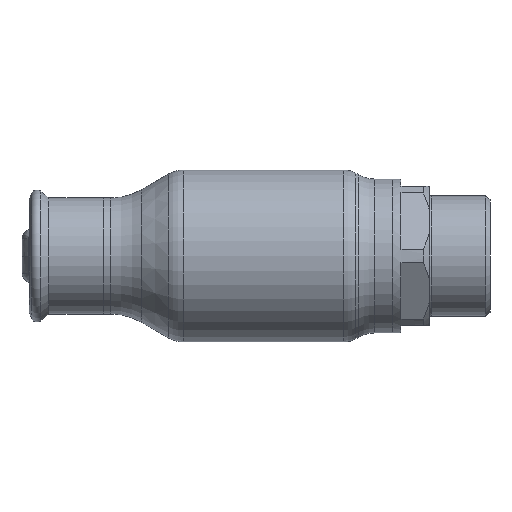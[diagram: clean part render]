
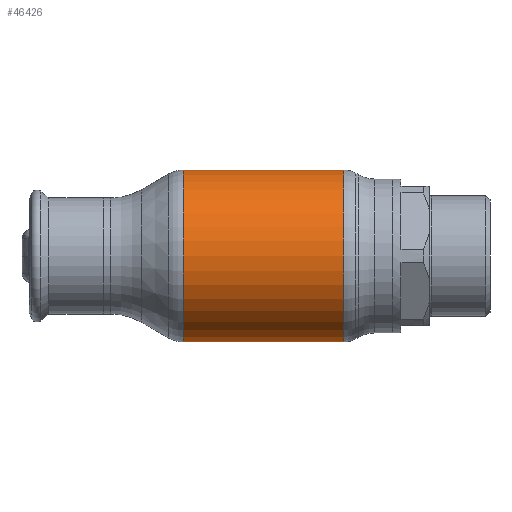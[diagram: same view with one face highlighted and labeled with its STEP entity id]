
A CAD part, front view. The second image highlights one B-rep face of the part: STEP entity #46426.
In plain terms, the highlighted cylindrical face has radius 42.5 mm (diameter 85 mm), a partial arc.
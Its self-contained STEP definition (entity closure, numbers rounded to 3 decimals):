
#1684 = DIRECTION ( 'NONE',  ( 0., 0., 1. ) ) ;
#3431 = VERTEX_POINT ( 'NONE', #46150 ) ;
#6007 = CARTESIAN_POINT ( 'NONE',  ( -39.749, 0., 42.5 ) ) ;
#6525 = EDGE_CURVE ( 'NONE', #3431, #18869, #8106, .T. ) ;
#8106 = LINE ( 'NONE', #52842, #13373 ) ;
#9006 = DIRECTION ( 'NONE',  ( -1., 0., 0. ) ) ;
#12862 = CARTESIAN_POINT ( 'NONE',  ( -62.69, 0., 0. ) ) ;
#12968 = CYLINDRICAL_SURFACE ( 'NONE', #46539, 42.5 ) ;
#13373 = VECTOR ( 'NONE', #9006, 1000. ) ;
#16325 = AXIS2_PLACEMENT_3D ( 'NONE', #45310, #21349, #1684 ) ;
#17589 = EDGE_CURVE ( 'NONE', #18869, #26175, #47168, .T. ) ;
#18869 = VERTEX_POINT ( 'NONE', #27414 ) ;
#19970 = LINE ( 'NONE', #61257, #21472 ) ;
#21349 = DIRECTION ( 'NONE',  ( -1., 0., 0. ) ) ;
#21472 = VECTOR ( 'NONE', #56592, 1000. ) ;
#24741 = DIRECTION ( 'NONE',  ( -1., 0., 0. ) ) ;
#26175 = VERTEX_POINT ( 'NONE', #6007 ) ;
#27414 = CARTESIAN_POINT ( 'NONE',  ( -39.749, 0., -42.5 ) ) ;
#28402 = CIRCLE ( 'NONE', #16325, 42.5 ) ;
#29165 = DIRECTION ( 'NONE',  ( 0., 0., 1. ) ) ;
#29493 = EDGE_CURVE ( 'NONE', #3431, #54979, #28402, .T. ) ;
#36414 = FACE_OUTER_BOUND ( 'NONE', #58323, .T. ) ;
#41157 = CARTESIAN_POINT ( 'NONE',  ( 39.749, 0., 42.5 ) ) ;
#42067 = DIRECTION ( 'NONE',  ( 0., 0., 1. ) ) ;
#42222 = ORIENTED_EDGE ( 'NONE', *, *, #45119, .T. ) ;
#44186 = AXIS2_PLACEMENT_3D ( 'NONE', #58244, #24741, #29165 ) ;
#45119 = EDGE_CURVE ( 'NONE', #54979, #26175, #19970, .T. ) ;
#45310 = CARTESIAN_POINT ( 'NONE',  ( 39.749, 0., 0. ) ) ;
#46150 = CARTESIAN_POINT ( 'NONE',  ( 39.749, 0., -42.5 ) ) ;
#46426 = ADVANCED_FACE ( 'NONE', ( #36414 ), #12968, .T. ) ;
#46539 = AXIS2_PLACEMENT_3D ( 'NONE', #12862, #46759, #42067 ) ;
#46759 = DIRECTION ( 'NONE',  ( -1., 0., 0. ) ) ;
#47168 = CIRCLE ( 'NONE', #44186, 42.5 ) ;
#48911 = ORIENTED_EDGE ( 'NONE', *, *, #29493, .T. ) ;
#52842 = CARTESIAN_POINT ( 'NONE',  ( -62.69, 0., -42.5 ) ) ;
#54979 = VERTEX_POINT ( 'NONE', #41157 ) ;
#56592 = DIRECTION ( 'NONE',  ( -1., 0., 0. ) ) ;
#58041 = ORIENTED_EDGE ( 'NONE', *, *, #17589, .F. ) ;
#58244 = CARTESIAN_POINT ( 'NONE',  ( -39.749, 0., 0. ) ) ;
#58323 = EDGE_LOOP ( 'NONE', ( #62484, #48911, #42222, #58041 ) ) ;
#61257 = CARTESIAN_POINT ( 'NONE',  ( -62.69, 0., 42.5 ) ) ;
#62484 = ORIENTED_EDGE ( 'NONE', *, *, #6525, .F. ) ;
